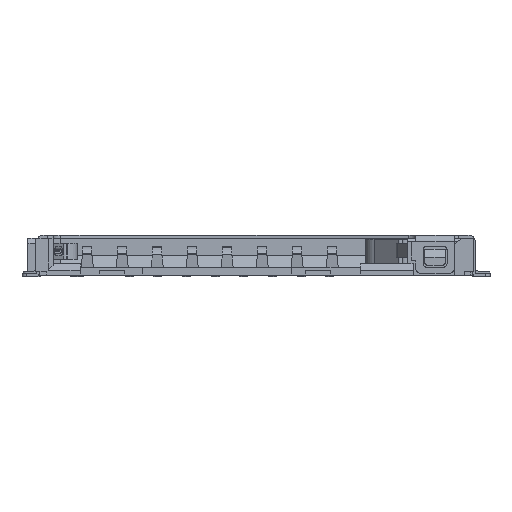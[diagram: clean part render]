
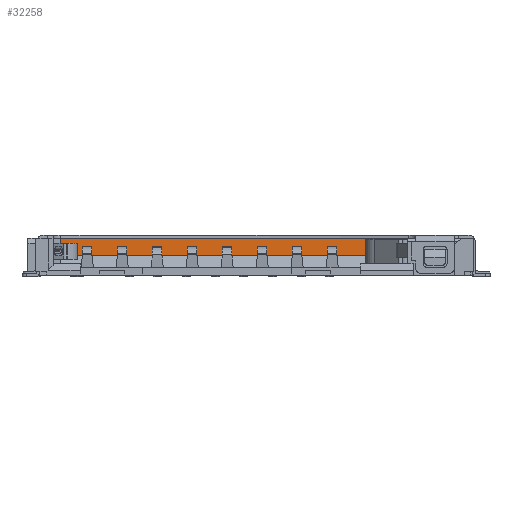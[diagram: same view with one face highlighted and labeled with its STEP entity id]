
A CAD part, front view. The second image highlights one B-rep face of the part: STEP entity #32258.
In plain terms, the highlighted planar face has unit normal (0, -1, 0).
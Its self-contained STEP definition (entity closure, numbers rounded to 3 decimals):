
#2953=ORIENTED_EDGE('',*,*,#12626,.F.);
#2954=ORIENTED_EDGE('',*,*,#12629,.T.);
#2955=ORIENTED_EDGE('',*,*,#12277,.T.);
#2956=ORIENTED_EDGE('',*,*,#12630,.T.);
#2957=ORIENTED_EDGE('',*,*,#12297,.F.);
#12277=EDGE_CURVE('',#17195,#17194,#20496,.T.);
#12297=EDGE_CURVE('',#17213,#17214,#20516,.T.);
#12626=EDGE_CURVE('',#17464,#17213,#20828,.T.);
#12629=EDGE_CURVE('',#17464,#17195,#20831,.T.);
#12630=EDGE_CURVE('',#17194,#17214,#20832,.T.);
#17194=VERTEX_POINT('',#47484);
#17195=VERTEX_POINT('',#47486);
#17213=VERTEX_POINT('',#47524);
#17214=VERTEX_POINT('',#47526);
#17464=VERTEX_POINT('',#48175);
#20496=LINE('',#47485,#24000);
#20516=LINE('',#47525,#24020);
#20828=LINE('',#48176,#24332);
#20831=LINE('',#48182,#24335);
#20832=LINE('',#48183,#24336);
#24000=VECTOR('',#37487,1000.);
#24020=VECTOR('',#37509,1000.);
#24332=VECTOR('',#37989,1000.);
#24335=VECTOR('',#37998,1000.);
#24336=VECTOR('',#37999,1000.);
#27428=EDGE_LOOP('',(#2953,#2954,#2955,#2956,#2957));
#29351=FACE_BOUND('',#27428,.T.);
#31224=PLANE('',#34182);
#32258=ADVANCED_FACE('',(#29351),#31224,.T.);
#34182=AXIS2_PLACEMENT_3D('',#48181,#37996,#37997);
#37487=DIRECTION('',(0.,0.,1.));
#37509=DIRECTION('',(1.,0.,0.));
#37989=DIRECTION('',(0.,0.,1.));
#37996=DIRECTION('',(0.,-1.,0.));
#37997=DIRECTION('',(1.,0.,0.));
#37998=DIRECTION('',(1.,0.,0.));
#37999=DIRECTION('',(0.,0.,1.));
#47484=CARTESIAN_POINT('',(3.473,6.496,0.61));
#47485=CARTESIAN_POINT('',(3.473,6.496,0.35));
#47486=CARTESIAN_POINT('',(3.473,6.496,0.6));
#47524=CARTESIAN_POINT('',(-6.128,6.496,1.15));
#47525=CARTESIAN_POINT('',(3.473,6.496,1.15));
#47526=CARTESIAN_POINT('',(3.473,6.496,1.15));
#48175=CARTESIAN_POINT('',(-6.128,6.496,0.6));
#48176=CARTESIAN_POINT('',(-6.128,6.496,0.35));
#48181=CARTESIAN_POINT('',(3.473,6.496,0.35));
#48182=CARTESIAN_POINT('',(3.473,6.496,0.6));
#48183=CARTESIAN_POINT('',(3.473,6.496,0.61));
